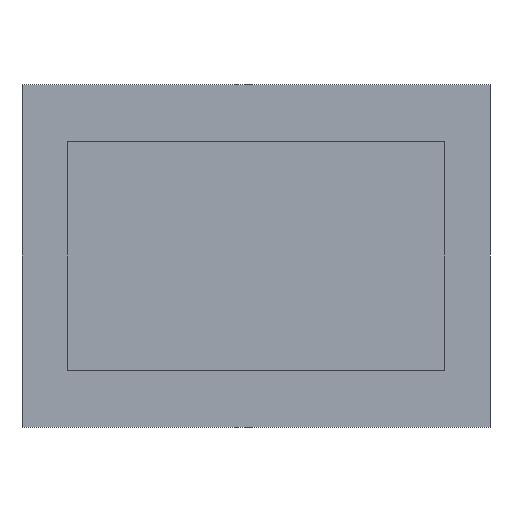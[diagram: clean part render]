
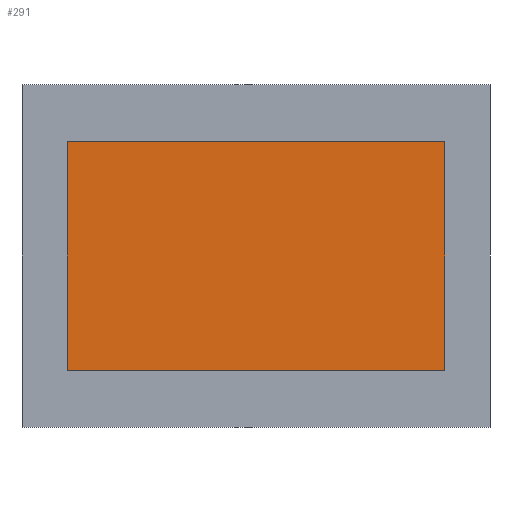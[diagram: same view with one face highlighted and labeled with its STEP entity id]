
A CAD part, front view. The second image highlights one B-rep face of the part: STEP entity #291.
In plain terms, the highlighted planar face has unit normal (0, -1, 0).
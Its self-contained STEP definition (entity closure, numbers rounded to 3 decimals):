
#88=ORIENTED_EDGE('',*,*,#121,.T.);
#89=ORIENTED_EDGE('',*,*,#124,.T.);
#90=ORIENTED_EDGE('',*,*,#126,.T.);
#91=ORIENTED_EDGE('',*,*,#127,.T.);
#121=EDGE_CURVE('',#149,#148,#181,.T.);
#124=EDGE_CURVE('',#148,#150,#184,.T.);
#126=EDGE_CURVE('',#150,#151,#186,.T.);
#127=EDGE_CURVE('',#151,#149,#187,.T.);
#148=VERTEX_POINT('',#453);
#149=VERTEX_POINT('',#455);
#150=VERTEX_POINT('',#459);
#151=VERTEX_POINT('',#463);
#181=LINE('',#454,#217);
#184=LINE('',#460,#220);
#186=LINE('',#464,#222);
#187=LINE('',#466,#223);
#217=VECTOR('',#376,1000.);
#220=VECTOR('',#381,1000.);
#222=VECTOR('',#385,1000.);
#223=VECTOR('',#388,1000.);
#241=EDGE_LOOP('',(#88,#89,#90,#91));
#259=FACE_BOUND('',#241,.T.);
#275=PLANE('',#320);
#291=ADVANCED_FACE('',(#259),#275,.T.);
#320=AXIS2_PLACEMENT_3D('',#467,#389,#390);
#376=DIRECTION('',(0.,0.,1.));
#381=DIRECTION('',(-1.,0.,0.));
#385=DIRECTION('',(0.,0.,-1.));
#388=DIRECTION('',(1.,0.,0.));
#389=DIRECTION('',(0.,-1.,0.));
#390=DIRECTION('',(0.,0.,-1.));
#453=CARTESIAN_POINT('',(105.25,3.,63.7));
#454=CARTESIAN_POINT('',(105.25,3.,-63.7));
#455=CARTESIAN_POINT('',(105.25,3.,-63.7));
#459=CARTESIAN_POINT('',(-105.25,3.,63.7));
#460=CARTESIAN_POINT('',(105.25,3.,63.7));
#463=CARTESIAN_POINT('',(-105.25,3.,-63.7));
#464=CARTESIAN_POINT('',(-105.25,3.,63.7));
#466=CARTESIAN_POINT('',(-105.25,3.,-63.7));
#467=CARTESIAN_POINT('',(0.,3.,0.));
